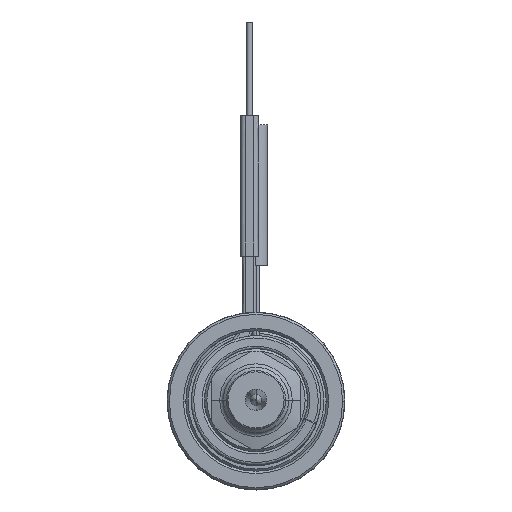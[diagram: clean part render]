
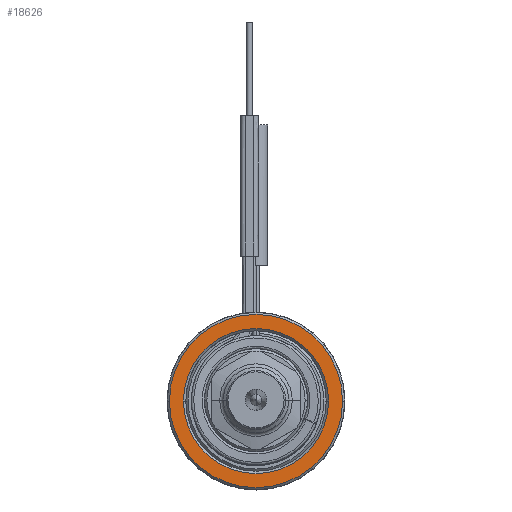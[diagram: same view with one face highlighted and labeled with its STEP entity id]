
A CAD part, top view. The second image highlights one B-rep face of the part: STEP entity #18626.
In plain terms, the highlighted planar face has unit normal (0, 0, 1).
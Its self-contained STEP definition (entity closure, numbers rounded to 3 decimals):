
#7309=CARTESIAN_POINT('',(0.,0.,
35.));
#7310=DIRECTION('',(0.,0.,-1.));
#7311=DIRECTION('',(-1.,0.,0.));
#7312=AXIS2_PLACEMENT_3D('',#7309,#7310,#7311);
#7323=CARTESIAN_POINT('',(0.,0.,
35.));
#7324=DIRECTION('',(0.,0.,-1.));
#7325=DIRECTION('',(1.,0.,0.));
#7326=AXIS2_PLACEMENT_3D('',#7323,#7324,#7325);
#7337=CARTESIAN_POINT('',(0.,0.,35.));
#7338=DIRECTION('',(0.,0.,-1.));
#7339=DIRECTION('',(1.,0.,0.));
#7340=AXIS2_PLACEMENT_3D('',#7337,#7338,#7339);
#7351=CARTESIAN_POINT('',(0.,0.,
35.));
#7352=DIRECTION('',(0.,0.,-1.));
#7353=DIRECTION('',(-1.,0.,0.));
#7354=AXIS2_PLACEMENT_3D('',#7351,#7352,#7353);
#7539=CARTESIAN_POINT('',(18.5,0.,35.));
#7540=CARTESIAN_POINT('',(-18.5,0.,
35.));
#7541=VERTEX_POINT('',#7539);
#7542=VERTEX_POINT('',#7540);
#7543=CARTESIAN_POINT('',(15.5,0.,35.));
#7544=CARTESIAN_POINT('',(-15.5,0.,35.));
#7545=VERTEX_POINT('',#7543);
#7546=VERTEX_POINT('',#7544);
#18611=CARTESIAN_POINT('',(0.,0.,35.));
#18612=DIRECTION('',(0.,0.,1.));
#18613=DIRECTION('',(-1.,0.,0.));
#18614=AXIS2_PLACEMENT_3D('',#18611,#18612,#18613);
#18615=PLANE('',#18614);
#18616=ORIENTED_EDGE('',*,*,#18593,.T.);
#18617=ORIENTED_EDGE('',*,*,#18578,.T.);
#18618=EDGE_LOOP('',(#18616,#18617));
#18619=FACE_OUTER_BOUND('',#18618,.F.);
#18621=ORIENTED_EDGE('',*,*,#18620,.F.);
#18623=ORIENTED_EDGE('',*,*,#18622,.F.);
#18624=EDGE_LOOP('',(#18621,#18623));
#18625=FACE_BOUND('',#18624,.F.);
#7313=CIRCLE('',#7312,18.5);
#7327=CIRCLE('',#7326,18.5);
#7341=CIRCLE('',#7340,15.5);
#7355=CIRCLE('',#7354,15.5);
#18578=EDGE_CURVE('',#7542,#7541,#7313,.T.);
#18593=EDGE_CURVE('',#7541,#7542,#7327,.T.);
#18620=EDGE_CURVE('',#7545,#7546,#7341,.T.);
#18622=EDGE_CURVE('',#7546,#7545,#7355,.T.);
#18626=ADVANCED_FACE('',(#18619,#18625),#18615,.T.);
